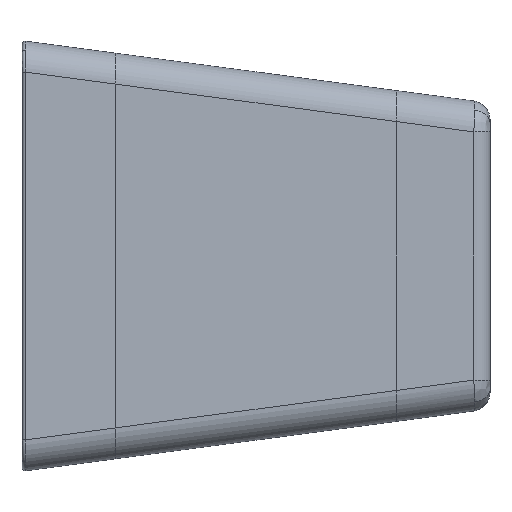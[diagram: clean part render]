
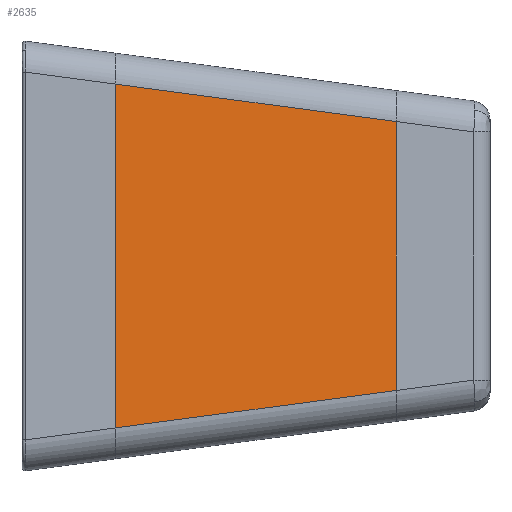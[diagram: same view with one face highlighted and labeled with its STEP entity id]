
A CAD part, left-side view. The second image highlights one B-rep face of the part: STEP entity #2635.
In plain terms, the highlighted planar face has unit normal (-0.991, -0.132, 0).
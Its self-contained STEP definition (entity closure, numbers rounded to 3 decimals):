
#93 = VECTOR ( 'NONE', #943, 1000. ) ;
#483 = DIRECTION ( 'NONE',  ( -0.131, 0.983, 0.131 ) ) ;
#485 = CARTESIAN_POINT ( 'NONE',  ( -32.5, 60., -27.544 ) ) ;
#934 = CARTESIAN_POINT ( 'NONE',  ( -32.5, 60., 0. ) ) ;
#941 = CARTESIAN_POINT ( 'NONE',  ( -32.5, 60., 27.544 ) ) ;
#943 = DIRECTION ( 'NONE',  ( 0., 0., 1. ) ) ;
#1054 = VERTEX_POINT ( 'NONE', #1752 ) ;
#1267 = VERTEX_POINT ( 'NONE', #485 ) ;
#1287 = DIRECTION ( 'NONE',  ( 0.131, -0.983, 0.131 ) ) ;
#1354 = VECTOR ( 'NONE', #3972, 1000. ) ;
#1500 = VERTEX_POINT ( 'NONE', #941 ) ;
#1563 = PLANE ( 'NONE',  #3454 ) ;
#1691 = EDGE_CURVE ( 'NONE', #1267, #1054, #3714, .T. ) ;
#1752 = CARTESIAN_POINT ( 'NONE',  ( -26.5, 15., -21.544 ) ) ;
#1803 = EDGE_CURVE ( 'NONE', #1267, #1500, #3252, .T. ) ;
#2013 = VECTOR ( 'NONE', #483, 1000. ) ;
#2221 = EDGE_LOOP ( 'NONE', ( #3717, #3207, #2907, #3464 ) ) ;
#2274 = VECTOR ( 'NONE', #1287, 1000. ) ;
#2371 = VERTEX_POINT ( 'NONE', #2988 ) ;
#2615 = LINE ( 'NONE', #3979, #93 ) ;
#2635 = ADVANCED_FACE ( 'NONE', ( #3500 ), #1563, .F. ) ;
#2761 = EDGE_CURVE ( 'NONE', #1054, #2371, #2615, .T. ) ;
#2895 = DIRECTION ( 'NONE',  ( -0.132, 0.991, 0. ) ) ;
#2907 = ORIENTED_EDGE ( 'NONE', *, *, #2761, .T. ) ;
#2940 = DIRECTION ( 'NONE',  ( 0.991, 0.132, 0. ) ) ;
#2988 = CARTESIAN_POINT ( 'NONE',  ( -26.5, 15., 21.544 ) ) ;
#3207 = ORIENTED_EDGE ( 'NONE', *, *, #1691, .T. ) ;
#3252 = LINE ( 'NONE', #934, #1354 ) ;
#3367 = CARTESIAN_POINT ( 'NONE',  ( -23.744, -5.671, -18.788 ) ) ;
#3454 = AXIS2_PLACEMENT_3D ( 'NONE', #3848, #2940, #2895 ) ;
#3464 = ORIENTED_EDGE ( 'NONE', *, *, #3471, .T. ) ;
#3471 = EDGE_CURVE ( 'NONE', #2371, #1500, #4192, .T. ) ;
#3500 = FACE_OUTER_BOUND ( 'NONE', #2221, .T. ) ;
#3714 = LINE ( 'NONE', #3367, #2274 ) ;
#3717 = ORIENTED_EDGE ( 'NONE', *, *, #1803, .F. ) ;
#3823 = CARTESIAN_POINT ( 'NONE',  ( -23.744, -5.671, 18.788 ) ) ;
#3848 = CARTESIAN_POINT ( 'NONE',  ( -24.072, -3.21, 0. ) ) ;
#3972 = DIRECTION ( 'NONE',  ( 0., 0., 1. ) ) ;
#3979 = CARTESIAN_POINT ( 'NONE',  ( -26.5, 15., 0. ) ) ;
#4192 = LINE ( 'NONE', #3823, #2013 ) ;
